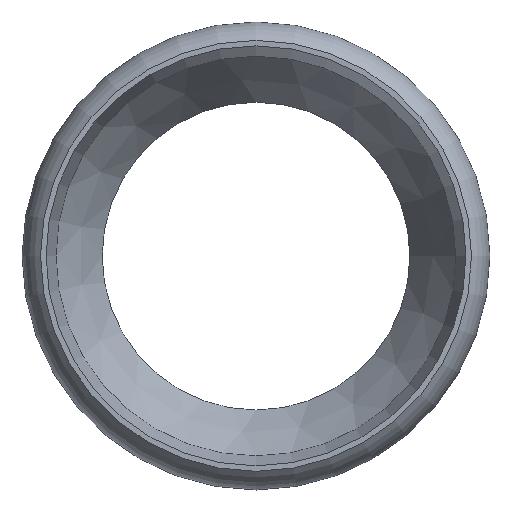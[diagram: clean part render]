
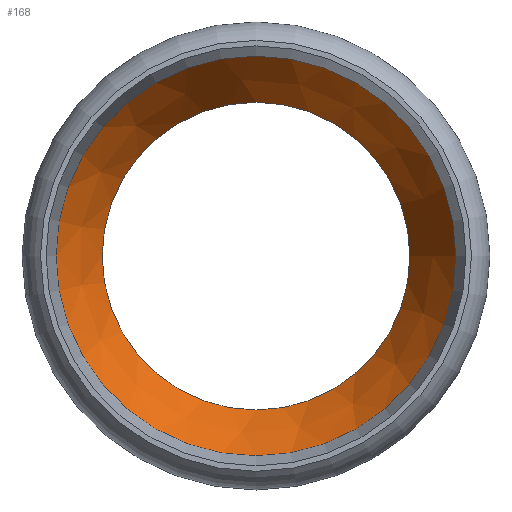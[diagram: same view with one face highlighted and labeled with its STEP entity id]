
A CAD part, top view. The second image highlights one B-rep face of the part: STEP entity #168.
In plain terms, the highlighted conical face has half-angle 30 degrees and reference radius 143.75 mm.
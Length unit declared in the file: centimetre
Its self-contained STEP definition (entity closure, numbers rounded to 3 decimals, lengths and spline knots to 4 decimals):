
#32=FACE_OUTER_BOUND('',#46,.T.);
#46=EDGE_LOOP('',(#133,#134,#135,#136));
#58=LINE('',#288,#64);
#64=VECTOR('',#234,14.375);
#73=CIRCLE('',#188,12.5);
#74=CIRCLE('',#190,16.25);
#88=VERTEX_POINT('',#284);
#89=VERTEX_POINT('',#287);
#104=EDGE_CURVE('',#88,#88,#73,.T.);
#105=EDGE_CURVE('',#88,#89,#58,.T.);
#106=EDGE_CURVE('',#89,#89,#74,.T.);
#133=ORIENTED_EDGE('',*,*,#104,.T.);
#134=ORIENTED_EDGE('',*,*,#105,.T.);
#135=ORIENTED_EDGE('',*,*,#106,.F.);
#136=ORIENTED_EDGE('',*,*,#105,.F.);
#161=CONICAL_SURFACE('',#189,14.375,0.524);
#168=ADVANCED_FACE('',(#32),#161,.F.);
#188=AXIS2_PLACEMENT_3D('',#285,#230,#231);
#189=AXIS2_PLACEMENT_3D('',#286,#232,#233);
#190=AXIS2_PLACEMENT_3D('',#289,#235,#236);
#230=DIRECTION('center_axis',(0.,0.,-1.));
#231=DIRECTION('ref_axis',(1.,0.,0.));
#232=DIRECTION('center_axis',(0.,0.,1.));
#233=DIRECTION('ref_axis',(-1.,0.,0.));
#234=DIRECTION('',(0.5,0.,0.866));
#235=DIRECTION('center_axis',(0.,0.,-1.));
#236=DIRECTION('ref_axis',(1.,0.,0.));
#284=CARTESIAN_POINT('',(314.2883,89.3698,-6.5));
#285=CARTESIAN_POINT('Origin',(301.7883,89.3698,-6.5));
#286=CARTESIAN_POINT('Origin',(301.7883,89.3698,-3.2524));
#287=CARTESIAN_POINT('',(318.0383,89.3698,-0.0048));
#288=CARTESIAN_POINT('',(316.1633,89.3698,-3.2524));
#289=CARTESIAN_POINT('Origin',(301.7883,89.3698,-0.0048));
